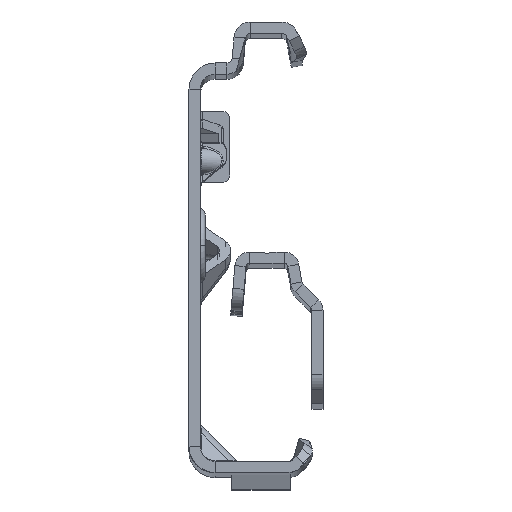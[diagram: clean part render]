
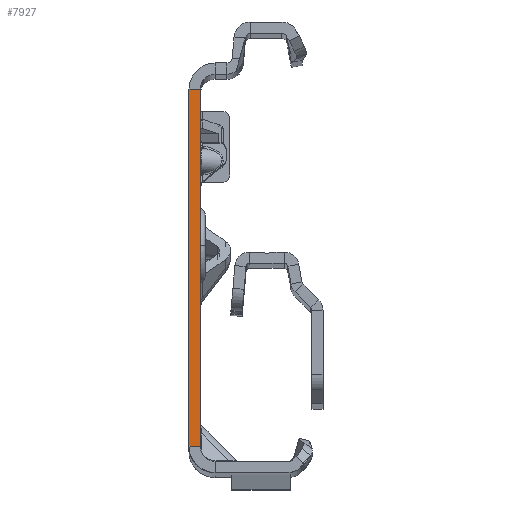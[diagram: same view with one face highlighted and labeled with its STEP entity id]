
A CAD part, top view. The second image highlights one B-rep face of the part: STEP entity #7927.
In plain terms, the highlighted planar face has unit normal (0, 0, 1).
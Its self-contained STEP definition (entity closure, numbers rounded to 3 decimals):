
#4706 = CARTESIAN_POINT ( 'NONE',  ( 0., 22.135, 0. ) ) ;
#7203 = DIRECTION ( 'NONE',  ( 1., 0., 0. ) ) ;
#7927 = ADVANCED_FACE ( 'NONE', ( #24356 ), #28242, .T. ) ;
#8801 = LINE ( 'NONE', #38621, #51916 ) ;
#11250 = LINE ( 'NONE', #12056, #35989 ) ;
#11760 = VECTOR ( 'NONE', #22142, 1000. ) ;
#11851 = CARTESIAN_POINT ( 'NONE',  ( 0., -25.865, 0. ) ) ;
#12056 = CARTESIAN_POINT ( 'NONE',  ( -1.5, -27.865, 0. ) ) ;
#12618 = EDGE_CURVE ( 'NONE', #54252, #41750, #42261, .T. ) ;
#13212 = CARTESIAN_POINT ( 'NONE',  ( -1.5, -25.865, 0. ) ) ;
#14748 = ORIENTED_EDGE ( 'NONE', *, *, #33883, .F. ) ;
#15726 = VERTEX_POINT ( 'NONE', #11851 ) ;
#17650 = ORIENTED_EDGE ( 'NONE', *, *, #12618, .T. ) ;
#19918 = CARTESIAN_POINT ( 'NONE',  ( -1.5, -27.865, 0. ) ) ;
#20249 = VERTEX_POINT ( 'NONE', #13212 ) ;
#22142 = DIRECTION ( 'NONE',  ( -1., 0., 0. ) ) ;
#24356 = FACE_OUTER_BOUND ( 'NONE', #27405, .T. ) ;
#24852 = DIRECTION ( 'NONE',  ( 0., -1., 0. ) ) ;
#24895 = DIRECTION ( 'NONE',  ( -1., 0., 0. ) ) ;
#25165 = DIRECTION ( 'NONE',  ( 0., 0., 1. ) ) ;
#27198 = EDGE_CURVE ( 'NONE', #15726, #20249, #8801, .T. ) ;
#27405 = EDGE_LOOP ( 'NONE', ( #14748, #17650, #33043, #50987 ) ) ;
#28081 = CARTESIAN_POINT ( 'NONE',  ( -1.5, 22.135, 0. ) ) ;
#28242 = PLANE ( 'NONE',  #40067 ) ;
#28915 = DIRECTION ( 'NONE',  ( 0., -1., 0. ) ) ;
#33043 = ORIENTED_EDGE ( 'NONE', *, *, #41220, .T. ) ;
#33883 = EDGE_CURVE ( 'NONE', #54252, #15726, #51011, .T. ) ;
#35989 = VECTOR ( 'NONE', #28915, 1000. ) ;
#36617 = VECTOR ( 'NONE', #24852, 1000. ) ;
#38621 = CARTESIAN_POINT ( 'NONE',  ( 0., -25.865, 0. ) ) ;
#40067 = AXIS2_PLACEMENT_3D ( 'NONE', #19918, #25165, #7203 ) ;
#41220 = EDGE_CURVE ( 'NONE', #41750, #20249, #11250, .T. ) ;
#41619 = CARTESIAN_POINT ( 'NONE',  ( 0., -27.865, 0. ) ) ;
#41750 = VERTEX_POINT ( 'NONE', #28081 ) ;
#42261 = LINE ( 'NONE', #4706, #11760 ) ;
#43217 = CARTESIAN_POINT ( 'NONE',  ( 0., 22.135, 0. ) ) ;
#50987 = ORIENTED_EDGE ( 'NONE', *, *, #27198, .F. ) ;
#51011 = LINE ( 'NONE', #41619, #36617 ) ;
#51916 = VECTOR ( 'NONE', #24895, 1000. ) ;
#54252 = VERTEX_POINT ( 'NONE', #43217 ) ;
